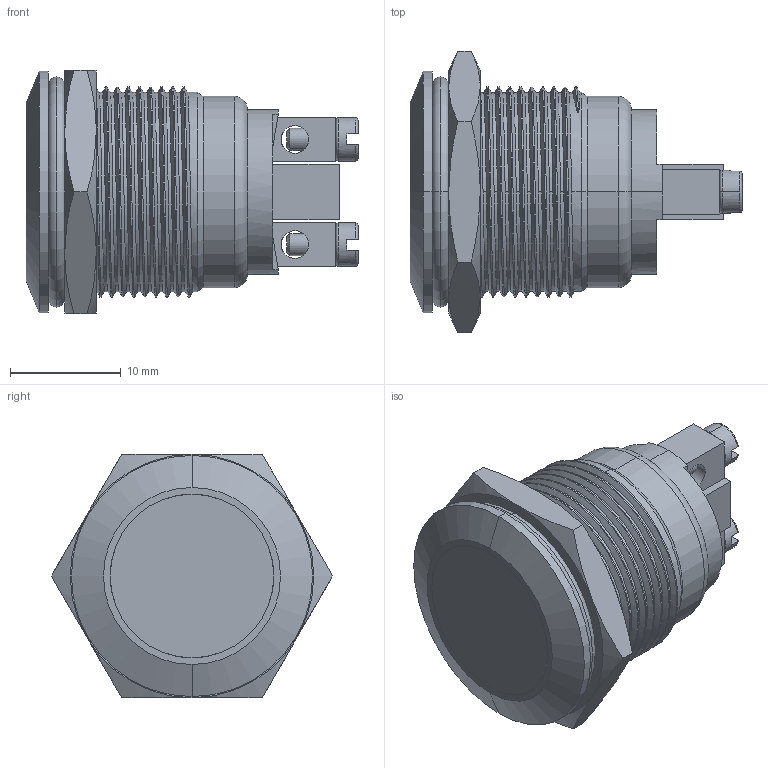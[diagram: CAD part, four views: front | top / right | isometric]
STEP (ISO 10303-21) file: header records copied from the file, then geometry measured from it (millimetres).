
FILE_DESCRIPTION (( 'STEP AP214' ), '1' );
FILE_NAME ('S-PRO67-311(312-352).ÃÌ Ëàìïà êðàñíàÿ(áåëàÿ-çåëåíàÿ-îðàíæåâàÿ-ñèíÿÿ) ñèãíàëüíàÿ S-Pro67 19 ìì 230(24)Â.STEP', '2024-07-30T11:16:55', ( '' ), ( '' ), 'SwSTEP 2.0', 'SolidWorks 2021', '' );
FILE_SCHEMA (( 'AUTOMOTIVE_DESIGN' ));
Length unit declared in the file: millimetre
Products named in the file (1): S-PRO67-311(312-352).ÃÌ Ëàìïà êðàñíàÿ(áåëàÿ-çåëåíàÿ-îðàíæåâàÿ-ñèíÿÿ) ñèãíàëüíàÿ S-Pro67 19 ìì 230(24)Â
Bounding box: 30 x 25.4 x 22 mm (x, y, z)
Volume: 6506.8 mm3; surface area: 5040.5 mm2
Topology: 9 solids, 9 shells, 202 faces, 491 edges, 309 vertices
Faces by surface type: plane 78, cylinder 65, cone 34, torus 16, bspline 9
Entity records: 9178 total; most frequent: CARTESIAN_POINT 4554, ORIENTED_EDGE 974, DIRECTION 869, EDGE_CURVE 487, AXIS2_PLACEMENT_3D 326, VERTEX_POINT 309, EDGE_LOOP 220, LINE 217
